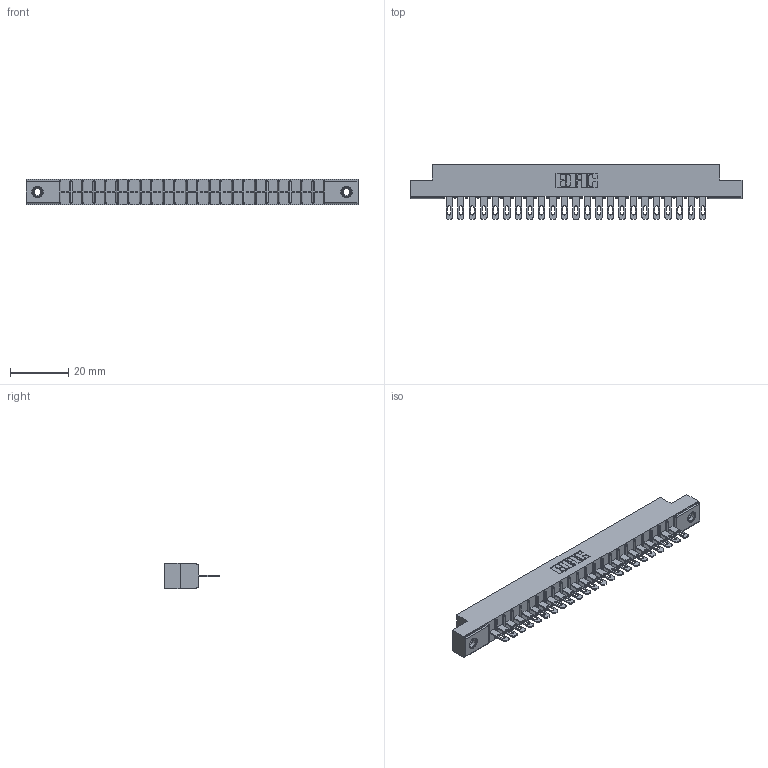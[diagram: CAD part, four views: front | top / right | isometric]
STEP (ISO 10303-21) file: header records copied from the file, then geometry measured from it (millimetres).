
FILE_DESCRIPTION (( 'STEP AP203' ), '1' );
FILE_NAME ('316-023-500-108.STEP', '2018-07-31T02:01:09', ( '' ), ( '' ), 'SwSTEP 2.0', 'SolidWorks 2016', '' );
FILE_SCHEMA (( 'CONFIG_CONTROL_DESIGN' ));
Length unit declared in the file: inch
Products named in the file (4): 316-023-500-108; 306 Part_.156 Dia; 306-290-001_100; 345-250-001_345-250-003-102
Assembly tree (26 placements, depth 2):
  316-023-500-108
    306 Part_.156 Dia
    306-290-001_100  x23
    345-250-001_345-250-003-102  x2
Bounding box: 114.15 x 18.87 x 8.71 mm (x, y, z)
Volume: 7882.7 mm3; surface area: 12067.5 mm2
Topology: 26 solids, 26 shells, 1924 faces, 5397 edges, 3466 vertices
Faces by surface type: plane 1250, cylinder 566, sphere 92, cone 12, torus 4
Entity records: 25259 total; most frequent: CARTESIAN_POINT 4219, ORIENTED_EDGE 4174, DIRECTION 4171, EDGE_CURVE 2087, LINE 1619, VECTOR 1619, VERTEX_POINT 1324, AXIS2_PLACEMENT_3D 1276
